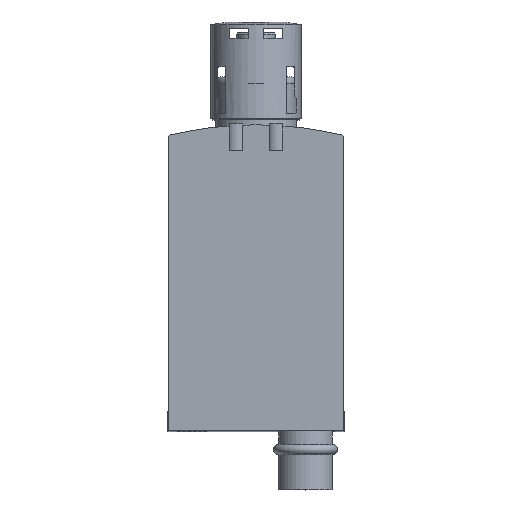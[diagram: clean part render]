
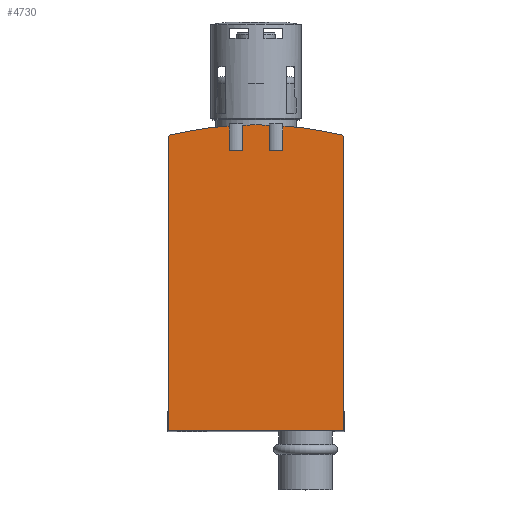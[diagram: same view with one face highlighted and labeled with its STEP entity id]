
A CAD part, top view. The second image highlights one B-rep face of the part: STEP entity #4730.
In plain terms, the highlighted planar face has unit normal (0, 0, 1).
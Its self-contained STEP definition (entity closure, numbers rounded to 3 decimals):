
#67=PLANE('',#4968);
#159=CIRCLE('',#4903,55.3);
#160=CIRCLE('',#4904,55.3);
#162=CIRCLE('',#4906,55.3);
#192=CIRCLE('',#4963,0.5);
#193=CIRCLE('',#4967,0.5);
#540=ORIENTED_EDGE('',*,*,#1468,.T.);
#541=ORIENTED_EDGE('',*,*,#1382,.T.);
#542=ORIENTED_EDGE('',*,*,#1462,.T.);
#543=ORIENTED_EDGE('',*,*,#1464,.T.);
#544=ORIENTED_EDGE('',*,*,#1410,.T.);
#545=ORIENTED_EDGE('',*,*,#1465,.T.);
#546=ORIENTED_EDGE('',*,*,#1467,.T.);
#547=ORIENTED_EDGE('',*,*,#1378,.T.);
#548=ORIENTED_EDGE('',*,*,#1469,.F.);
#549=ORIENTED_EDGE('',*,*,#1470,.T.);
#550=ORIENTED_EDGE('',*,*,#1471,.T.);
#551=ORIENTED_EDGE('',*,*,#1374,.T.);
#552=ORIENTED_EDGE('',*,*,#1472,.F.);
#553=ORIENTED_EDGE('',*,*,#1473,.T.);
#1374=EDGE_CURVE('',#1879,#1878,#159,.T.);
#1378=EDGE_CURVE('',#1883,#1882,#160,.T.);
#1382=EDGE_CURVE('',#1876,#1886,#162,.T.);
#1410=EDGE_CURVE('',#1913,#1912,#2239,.T.);
#1462=EDGE_CURVE('',#1886,#1942,#192,.T.);
#1464=EDGE_CURVE('',#1942,#1913,#2268,.T.);
#1465=EDGE_CURVE('',#1912,#1943,#2269,.T.);
#1467=EDGE_CURVE('',#1943,#1883,#193,.T.);
#1468=EDGE_CURVE('',#1944,#1876,#2271,.T.);
#1469=EDGE_CURVE('',#1945,#1882,#2272,.T.);
#1470=EDGE_CURVE('',#1945,#1946,#2273,.T.);
#1471=EDGE_CURVE('',#1946,#1879,#2274,.T.);
#1472=EDGE_CURVE('',#1947,#1878,#2275,.T.);
#1473=EDGE_CURVE('',#1947,#1944,#2276,.T.);
#1876=VERTEX_POINT('',#6299);
#1878=VERTEX_POINT('',#6309);
#1879=VERTEX_POINT('',#6311);
#1882=VERTEX_POINT('',#6323);
#1883=VERTEX_POINT('',#6325);
#1886=VERTEX_POINT('',#6331);
#1912=VERTEX_POINT('',#6413);
#1913=VERTEX_POINT('',#6415);
#1942=VERTEX_POINT('',#6531);
#1943=VERTEX_POINT('',#6537);
#1944=VERTEX_POINT('',#6543);
#1945=VERTEX_POINT('',#6545);
#1946=VERTEX_POINT('',#6547);
#1947=VERTEX_POINT('',#6550);
#2239=LINE('',#6414,#2535);
#2268=LINE('',#6534,#2564);
#2269=LINE('',#6536,#2565);
#2271=LINE('',#6542,#2567);
#2272=LINE('',#6544,#2568);
#2273=LINE('',#6546,#2569);
#2274=LINE('',#6548,#2570);
#2275=LINE('',#6549,#2571);
#2276=LINE('',#6551,#2572);
#2535=VECTOR('',#5325,1000.);
#2564=VECTOR('',#5448,1000.);
#2565=VECTOR('',#5451,1000.);
#2567=VECTOR('',#5459,1000.);
#2568=VECTOR('',#5460,1000.);
#2569=VECTOR('',#5461,1000.);
#2570=VECTOR('',#5462,1000.);
#2571=VECTOR('',#5463,1000.);
#2572=VECTOR('',#5464,1000.);
#2847=EDGE_LOOP('',(#540,#541,#542,#543,#544,#545,#546,#547,#548,#549,#550,
#551,#552,#553));
#3083=FACE_BOUND('',#2847,.T.);
#4730=ADVANCED_FACE('',(#3083),#67,.T.);
#4903=AXIS2_PLACEMENT_3D('',#6310,#5273,#5274);
#4904=AXIS2_PLACEMENT_3D('',#6324,#5277,#5278);
#4906=AXIS2_PLACEMENT_3D('',#6332,#5283,#5284);
#4963=AXIS2_PLACEMENT_3D('',#6530,#5443,#5444);
#4967=AXIS2_PLACEMENT_3D('',#6540,#5455,#5456);
#4968=AXIS2_PLACEMENT_3D('',#6541,#5457,#5458);
#5273=DIRECTION('',(0.,0.,1.));
#5274=DIRECTION('',(1.,0.,0.));
#5277=DIRECTION('',(0.,0.,1.));
#5278=DIRECTION('',(1.,0.,0.));
#5283=DIRECTION('',(0.,0.,1.));
#5284=DIRECTION('',(1.,0.,0.));
#5325=DIRECTION('',(1.,0.,0.));
#5443=DIRECTION('',(0.,0.,1.));
#5444=DIRECTION('',(1.,0.,0.));
#5448=DIRECTION('',(0.,-1.,0.));
#5451=DIRECTION('',(0.,1.,0.));
#5455=DIRECTION('',(0.,0.,1.));
#5456=DIRECTION('',(1.,0.,0.));
#5457=DIRECTION('',(0.,0.,1.));
#5458=DIRECTION('',(1.,0.,0.));
#5459=DIRECTION('',(0.,1.,0.));
#5460=DIRECTION('',(0.,1.,0.));
#5461=DIRECTION('',(-1.,0.,0.));
#5462=DIRECTION('',(0.,1.,0.));
#5463=DIRECTION('',(0.,1.,0.));
#5464=DIRECTION('',(-1.,0.,0.));
#6299=CARTESIAN_POINT('',(-4.,45.155,100.5));
#6309=CARTESIAN_POINT('',(-2.,45.264,100.5));
#6310=CARTESIAN_POINT('',(0.,-10.,100.5));
#6311=CARTESIAN_POINT('',(2.,45.264,100.5));
#6323=CARTESIAN_POINT('',(4.,45.155,100.5));
#6324=CARTESIAN_POINT('',(0.,-10.,100.5));
#6325=CARTESIAN_POINT('',(12.614,43.842,100.5));
#6331=CARTESIAN_POINT('',(-12.614,43.842,100.5));
#6332=CARTESIAN_POINT('',(0.,-10.,100.5));
#6413=CARTESIAN_POINT('',(13.,0.,100.5));
#6414=CARTESIAN_POINT('',(-13.,0.,100.5));
#6415=CARTESIAN_POINT('',(-13.,0.,100.5));
#6530=CARTESIAN_POINT('',(-12.5,43.355,100.5));
#6531=CARTESIAN_POINT('',(-13.,43.355,100.5));
#6534=CARTESIAN_POINT('',(-13.,43.355,100.5));
#6536=CARTESIAN_POINT('',(13.,0.,100.5));
#6537=CARTESIAN_POINT('',(13.,43.355,100.5));
#6540=CARTESIAN_POINT('',(12.5,43.355,100.5));
#6541=CARTESIAN_POINT('',(-12.5,43.355,100.5));
#6542=CARTESIAN_POINT('',(-4.,41.5,100.5));
#6543=CARTESIAN_POINT('',(-4.,41.5,100.5));
#6544=CARTESIAN_POINT('',(4.,41.5,100.5));
#6545=CARTESIAN_POINT('',(4.,41.5,100.5));
#6546=CARTESIAN_POINT('',(-12.5,41.5,100.5));
#6547=CARTESIAN_POINT('',(2.,41.5,100.5));
#6548=CARTESIAN_POINT('',(2.,41.5,100.5));
#6549=CARTESIAN_POINT('',(-2.,41.5,100.5));
#6550=CARTESIAN_POINT('',(-2.,41.5,100.5));
#6551=CARTESIAN_POINT('',(-12.5,41.5,100.5));
